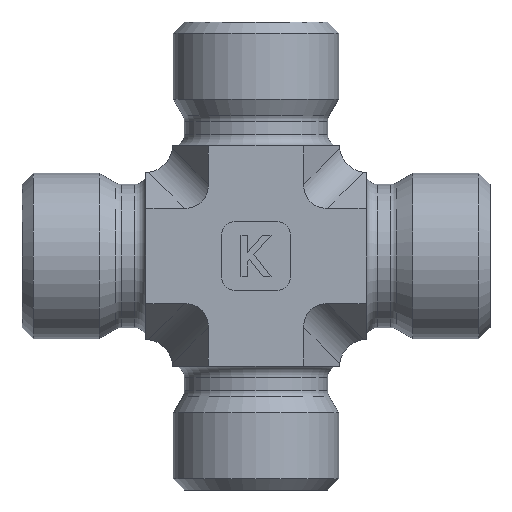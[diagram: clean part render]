
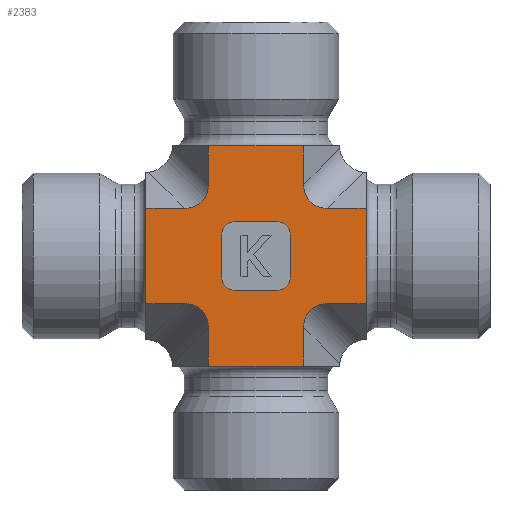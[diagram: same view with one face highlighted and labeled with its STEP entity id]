
A CAD part, left-side view. The second image highlights one B-rep face of the part: STEP entity #2383.
In plain terms, the highlighted planar face has unit normal (-1, 0, 0).
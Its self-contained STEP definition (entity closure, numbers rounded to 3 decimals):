
#325=CARTESIAN_POINT('',(-25.685,17.544,11.0));
#326=VERTEX_POINT('',#325);
#450=CARTESIAN_POINT('',(-25.685,9.544,19.0));
#451=VERTEX_POINT('',#450);
#822=CARTESIAN_POINT('',(-25.685,9.544,3.));
#823=VERTEX_POINT('',#822);
#930=CARTESIAN_POINT('',(-25.685,13.008,3.));
#931=VERTEX_POINT('',#930);
#932=CARTESIAN_POINT('',(-25.685,13.008,3.));
#933=DIRECTION('',(0.0,-1.0,0.0));
#934=VECTOR('',#933,3.464);
#935=LINE('',#932,#934);
#936=EDGE_CURVE('',#931,#823,#935,.T.);
#953=CARTESIAN_POINT('',(-25.685,6.08,3.));
#954=VERTEX_POINT('',#953);
#961=CARTESIAN_POINT('',(-25.685,9.544,3.));
#962=DIRECTION('',(0.0,-1.0,0.0));
#963=VECTOR('',#962,3.464);
#964=LINE('',#961,#963);
#965=EDGE_CURVE('',#823,#954,#964,.T.);
#1161=CARTESIAN_POINT('',(-25.685,17.544,14.464));
#1162=VERTEX_POINT('',#1161);
#1170=CARTESIAN_POINT('',(-25.685,17.544,14.464));
#1171=DIRECTION('',(0.0,0.0,-1.0));
#1172=VECTOR('',#1171,3.464);
#1173=LINE('',#1170,#1172);
#1174=EDGE_CURVE('',#1162,#326,#1173,.T.);
#1184=CARTESIAN_POINT('',(-25.685,17.544,7.536));
#1185=VERTEX_POINT('',#1184);
#1186=CARTESIAN_POINT('',(-25.685,17.544,11.0));
#1187=DIRECTION('',(0.0,0.0,-1.0));
#1188=VECTOR('',#1187,3.464);
#1189=LINE('',#1186,#1188);
#1190=EDGE_CURVE('',#326,#1185,#1189,.T.);
#1315=CARTESIAN_POINT('',(-25.685,6.08,19.0));
#1316=VERTEX_POINT('',#1315);
#1324=CARTESIAN_POINT('',(-25.685,6.08,19.0));
#1325=DIRECTION('',(0.0,1.0,0.0));
#1326=VECTOR('',#1325,3.464);
#1327=LINE('',#1324,#1326);
#1328=EDGE_CURVE('',#1316,#451,#1327,.T.);
#1338=CARTESIAN_POINT('',(-25.685,13.008,19.0));
#1339=VERTEX_POINT('',#1338);
#1340=CARTESIAN_POINT('',(-25.685,9.544,19.0));
#1341=DIRECTION('',(0.0,1.0,0.0));
#1342=VECTOR('',#1341,3.464);
#1343=LINE('',#1340,#1342);
#1344=EDGE_CURVE('',#451,#1339,#1343,.T.);
#1490=CARTESIAN_POINT('',(-25.685,14.74,14.464));
#1491=VERTEX_POINT('',#1490);
#1492=CARTESIAN_POINT('',(-25.685,17.544,14.464));
#1493=DIRECTION('',(0.0,-1.0,0.0));
#1494=VECTOR('',#1493,2.804);
#1495=LINE('',#1492,#1494);
#1496=EDGE_CURVE('',#1162,#1491,#1495,.T.);
#1532=CARTESIAN_POINT('',(-25.685,14.74,7.536));
#1533=VERTEX_POINT('',#1532);
#1540=CARTESIAN_POINT('',(-25.685,14.74,7.536));
#1541=DIRECTION('',(0.0,1.0,0.0));
#1542=VECTOR('',#1541,2.804);
#1543=LINE('',#1540,#1542);
#1544=EDGE_CURVE('',#1533,#1185,#1543,.T.);
#1625=CARTESIAN_POINT('',(-25.685,6.08,16.196));
#1626=VERTEX_POINT('',#1625);
#1627=CARTESIAN_POINT('',(-25.685,6.08,19.0));
#1628=DIRECTION('',(0.0,0.0,-1.0));
#1629=VECTOR('',#1628,2.804);
#1630=LINE('',#1627,#1629);
#1631=EDGE_CURVE('',#1316,#1626,#1630,.T.);
#1769=CARTESIAN_POINT('',(-25.685,13.008,16.196));
#1770=VERTEX_POINT('',#1769);
#1777=CARTESIAN_POINT('',(-25.685,13.008,19.0));
#1778=DIRECTION('',(0.0,0.0,-1.0));
#1779=VECTOR('',#1778,2.804);
#1780=LINE('',#1777,#1779);
#1781=EDGE_CURVE('',#1339,#1770,#1780,.T.);
#2024=CARTESIAN_POINT('',(-25.685,1.544,11.));
#2025=VERTEX_POINT('',#2024);
#2175=CARTESIAN_POINT('',(-25.685,1.544,7.536));
#2176=VERTEX_POINT('',#2175);
#2184=CARTESIAN_POINT('',(-25.685,1.544,7.536));
#2185=DIRECTION('',(0.0,0.0,1.0));
#2186=VECTOR('',#2185,3.464);
#2187=LINE('',#2184,#2186);
#2188=EDGE_CURVE('',#2176,#2025,#2187,.T.);
#2198=CARTESIAN_POINT('',(-25.685,1.544,14.464));
#2199=VERTEX_POINT('',#2198);
#2200=CARTESIAN_POINT('',(-25.685,1.544,11.));
#2201=DIRECTION('',(0.0,0.0,1.0));
#2202=VECTOR('',#2201,3.464);
#2203=LINE('',#2200,#2202);
#2204=EDGE_CURVE('',#2025,#2199,#2203,.T.);
#2223=CARTESIAN_POINT('',(-25.685,4.348,7.536));
#2224=VERTEX_POINT('',#2223);
#2225=CARTESIAN_POINT('',(-25.685,1.544,7.536));
#2226=DIRECTION('',(0.0,1.0,0.0));
#2227=VECTOR('',#2226,2.804);
#2228=LINE('',#2225,#2227);
#2229=EDGE_CURVE('',#2176,#2224,#2228,.T.);
#2241=CARTESIAN_POINT('',(-25.685,6.08,0.0));
#2242=DIRECTION('',(-1.0,0.0,0.0));
#2243=DIRECTION('',(0.0,0.0,1.0));
#2244=AXIS2_PLACEMENT_3D('',#2241,#2242,#2243);
#2245=PLANE('',#2244);
#2246=ORIENTED_EDGE('',*,*,#965,.T.);
#2247=CARTESIAN_POINT('',(-25.685,6.08,5.804));
#2248=VERTEX_POINT('',#2247);
#2249=CARTESIAN_POINT('',(-25.685,6.08,3.));
#2250=DIRECTION('',(0.0,0.0,1.0));
#2251=VECTOR('',#2250,2.804);
#2252=LINE('',#2249,#2251);
#2253=EDGE_CURVE('',#954,#2248,#2252,.T.);
#2254=ORIENTED_EDGE('',*,*,#2253,.T.);
#2255=CARTESIAN_POINT('',(-25.685,3.77,5.226));
#2256=DIRECTION('',(-1.0,0.0,0.0));
#2257=DIRECTION('',(0.0,0.707,0.707));
#2258=AXIS2_PLACEMENT_3D('',#2255,#2256,#2257);
#2259=ELLIPSE('',#2258,2.582,2.0);
#2260=EDGE_CURVE('',#2224,#2248,#2259,.T.);
#2261=ORIENTED_EDGE('',*,*,#2260,.F.);
#2262=ORIENTED_EDGE('',*,*,#2229,.F.);
#2263=ORIENTED_EDGE('',*,*,#2188,.T.);
#2264=ORIENTED_EDGE('',*,*,#2204,.T.);
#2265=CARTESIAN_POINT('',(-25.685,4.348,14.464));
#2266=VERTEX_POINT('',#2265);
#2267=CARTESIAN_POINT('',(-25.685,1.544,14.464));
#2268=DIRECTION('',(0.0,1.0,0.0));
#2269=VECTOR('',#2268,2.804);
#2270=LINE('',#2267,#2269);
#2271=EDGE_CURVE('',#2199,#2266,#2270,.T.);
#2272=ORIENTED_EDGE('',*,*,#2271,.T.);
#2273=CARTESIAN_POINT('',(-25.685,3.77,16.774));
#2274=DIRECTION('',(-1.0,0.0,0.0));
#2275=DIRECTION('',(0.0,0.707,-0.707));
#2276=AXIS2_PLACEMENT_3D('',#2273,#2274,#2275);
#2277=ELLIPSE('',#2276,2.582,2.0);
#2278=EDGE_CURVE('',#1626,#2266,#2277,.T.);
#2279=ORIENTED_EDGE('',*,*,#2278,.F.);
#2280=ORIENTED_EDGE('',*,*,#1631,.F.);
#2281=ORIENTED_EDGE('',*,*,#1328,.T.);
#2282=ORIENTED_EDGE('',*,*,#1344,.T.);
#2283=ORIENTED_EDGE('',*,*,#1781,.T.);
#2284=CARTESIAN_POINT('',(-25.685,15.317,16.774));
#2285=DIRECTION('',(-1.0,0.0,0.0));
#2286=DIRECTION('',(0.0,-0.707,-0.707));
#2287=AXIS2_PLACEMENT_3D('',#2284,#2285,#2286);
#2288=ELLIPSE('',#2287,2.582,2.0);
#2289=EDGE_CURVE('',#1491,#1770,#2288,.T.);
#2290=ORIENTED_EDGE('',*,*,#2289,.F.);
#2291=ORIENTED_EDGE('',*,*,#1496,.F.);
#2292=ORIENTED_EDGE('',*,*,#1174,.T.);
#2293=ORIENTED_EDGE('',*,*,#1190,.T.);
#2294=ORIENTED_EDGE('',*,*,#1544,.F.);
#2295=CARTESIAN_POINT('',(-25.685,13.008,5.804));
#2296=VERTEX_POINT('',#2295);
#2297=CARTESIAN_POINT('',(-25.685,15.317,5.226));
#2298=DIRECTION('',(-1.0,0.0,0.0));
#2299=DIRECTION('',(0.0,-0.707,0.707));
#2300=AXIS2_PLACEMENT_3D('',#2297,#2298,#2299);
#2301=ELLIPSE('',#2300,2.582,2.0);
#2302=EDGE_CURVE('',#2296,#1533,#2301,.T.);
#2303=ORIENTED_EDGE('',*,*,#2302,.F.);
#2304=CARTESIAN_POINT('',(-25.685,13.008,3.));
#2305=DIRECTION('',(0.0,0.0,1.0));
#2306=VECTOR('',#2305,2.804);
#2307=LINE('',#2304,#2306);
#2308=EDGE_CURVE('',#931,#2296,#2307,.T.);
#2309=ORIENTED_EDGE('',*,*,#2308,.F.);
#2310=ORIENTED_EDGE('',*,*,#936,.T.);
#2311=EDGE_LOOP('',(#2246,#2254,#2261,#2262,#2263,#2264,#2272,#2279,#2280,#2281,#2282,#2283,#2290,#2291,#2292,#2293,#2294,#2303,#2309,#2310));
#2312=FACE_OUTER_BOUND('',#2311,.T.);
#2313=CARTESIAN_POINT('',(-25.685,11.044,13.5));
#2314=VERTEX_POINT('',#2313);
#2315=CARTESIAN_POINT('',(-25.685,8.044,13.5));
#2316=VERTEX_POINT('',#2315);
#2317=CARTESIAN_POINT('',(-25.685,11.044,13.5));
#2318=DIRECTION('',(0.0,-1.0,0.0));
#2319=VECTOR('',#2318,3.);
#2320=LINE('',#2317,#2319);
#2321=EDGE_CURVE('',#2314,#2316,#2320,.T.);
#2322=ORIENTED_EDGE('',*,*,#2321,.T.);
#2323=CARTESIAN_POINT('',(-25.685,7.044,12.5));
#2324=VERTEX_POINT('',#2323);
#2325=CARTESIAN_POINT('',(-25.685,8.044,12.5));
#2326=DIRECTION('',(-1.0,0.0,0.0));
#2327=DIRECTION('',(0.0,-0.707,0.707));
#2328=AXIS2_PLACEMENT_3D('',#2325,#2326,#2327);
#2329=CIRCLE('',#2328,1.0);
#2330=EDGE_CURVE('',#2324,#2316,#2329,.T.);
#2331=ORIENTED_EDGE('',*,*,#2330,.F.);
#2332=CARTESIAN_POINT('',(-25.685,7.044,9.5));
#2333=VERTEX_POINT('',#2332);
#2334=CARTESIAN_POINT('',(-25.685,7.044,12.5));
#2335=DIRECTION('',(0.0,0.0,-1.0));
#2336=VECTOR('',#2335,3.);
#2337=LINE('',#2334,#2336);
#2338=EDGE_CURVE('',#2324,#2333,#2337,.T.);
#2339=ORIENTED_EDGE('',*,*,#2338,.T.);
#2340=CARTESIAN_POINT('',(-25.685,8.044,8.5));
#2341=VERTEX_POINT('',#2340);
#2342=CARTESIAN_POINT('',(-25.685,8.044,9.5));
#2343=DIRECTION('',(-1.0,0.0,0.0));
#2344=DIRECTION('',(0.0,-0.707,-0.707));
#2345=AXIS2_PLACEMENT_3D('',#2342,#2343,#2344);
#2346=CIRCLE('',#2345,1.0);
#2347=EDGE_CURVE('',#2341,#2333,#2346,.T.);
#2348=ORIENTED_EDGE('',*,*,#2347,.F.);
#2349=CARTESIAN_POINT('',(-25.685,11.044,8.5));
#2350=VERTEX_POINT('',#2349);
#2351=CARTESIAN_POINT('',(-25.685,8.044,8.5));
#2352=DIRECTION('',(0.0,1.0,0.0));
#2353=VECTOR('',#2352,3.);
#2354=LINE('',#2351,#2353);
#2355=EDGE_CURVE('',#2341,#2350,#2354,.T.);
#2356=ORIENTED_EDGE('',*,*,#2355,.T.);
#2357=CARTESIAN_POINT('',(-25.685,12.044,9.5));
#2358=VERTEX_POINT('',#2357);
#2359=CARTESIAN_POINT('',(-25.685,11.044,9.5));
#2360=DIRECTION('',(-1.0,0.0,0.0));
#2361=DIRECTION('',(0.0,0.707,-0.707));
#2362=AXIS2_PLACEMENT_3D('',#2359,#2360,#2361);
#2363=CIRCLE('',#2362,1.0);
#2364=EDGE_CURVE('',#2358,#2350,#2363,.T.);
#2365=ORIENTED_EDGE('',*,*,#2364,.F.);
#2366=CARTESIAN_POINT('',(-25.685,12.044,12.5));
#2367=VERTEX_POINT('',#2366);
#2368=CARTESIAN_POINT('',(-25.685,12.044,9.5));
#2369=DIRECTION('',(0.0,0.0,1.0));
#2370=VECTOR('',#2369,3.);
#2371=LINE('',#2368,#2370);
#2372=EDGE_CURVE('',#2358,#2367,#2371,.T.);
#2373=ORIENTED_EDGE('',*,*,#2372,.T.);
#2374=CARTESIAN_POINT('',(-25.685,11.044,12.5));
#2375=DIRECTION('',(-1.0,0.0,0.0));
#2376=DIRECTION('',(0.0,0.707,0.707));
#2377=AXIS2_PLACEMENT_3D('',#2374,#2375,#2376);
#2378=CIRCLE('',#2377,1.0);
#2379=EDGE_CURVE('',#2314,#2367,#2378,.T.);
#2380=ORIENTED_EDGE('',*,*,#2379,.F.);
#2381=EDGE_LOOP('',(#2322,#2331,#2339,#2348,#2356,#2365,#2373,#2380));
#2382=FACE_BOUND('',#2381,.T.);
#2383=ADVANCED_FACE('',(#2312,#2382),#2245,.T.);
